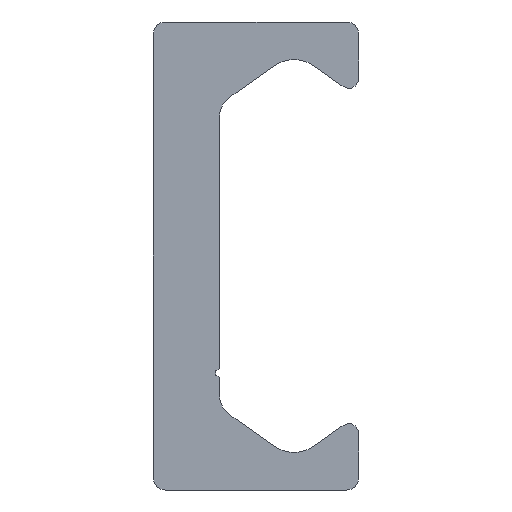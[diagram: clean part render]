
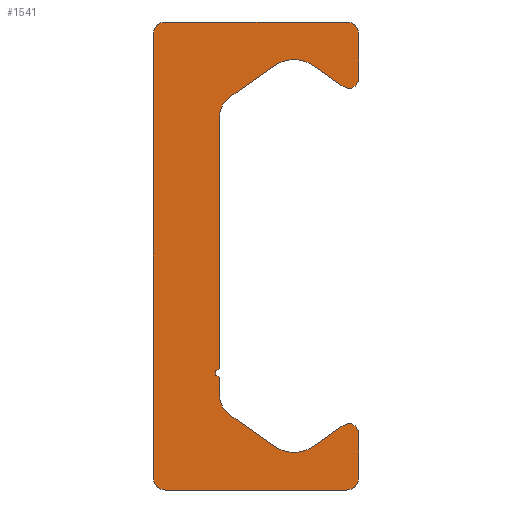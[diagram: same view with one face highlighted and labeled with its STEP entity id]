
A CAD part, left-side view. The second image highlights one B-rep face of the part: STEP entity #1541.
In plain terms, the highlighted planar face has unit normal (-1, 0, 0).
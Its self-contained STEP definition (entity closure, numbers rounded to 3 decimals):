
#764=CARTESIAN_POINT('',(0.0,5.4,-14.));
#765=VERTEX_POINT('',#764);
#772=CARTESIAN_POINT('',(0.0,6.15,-13.25));
#773=VERTEX_POINT('',#772);
#774=CARTESIAN_POINT('',(0.0,5.4,-13.25));
#775=DIRECTION('',(1.0,0.0,0.0));
#776=DIRECTION('',(0.0,0.0,-1.0));
#777=AXIS2_PLACEMENT_3D('',#774,#775,#776);
#778=CIRCLE('',#777,0.75);
#779=EDGE_CURVE('',#765,#773,#778,.T.);
#803=CARTESIAN_POINT('',(0.0,-5.4,-14.));
#804=VERTEX_POINT('',#803);
#811=CARTESIAN_POINT('',(0.0,-5.4,-14.));
#812=DIRECTION('',(0.0,1.0,0.0));
#813=VECTOR('',#812,10.8);
#814=LINE('',#811,#813);
#815=EDGE_CURVE('',#804,#765,#814,.T.);
#835=CARTESIAN_POINT('',(0.0,-6.15,-13.25));
#836=VERTEX_POINT('',#835);
#843=CARTESIAN_POINT('',(0.0,-5.4,-13.25));
#844=DIRECTION('',(1.0,0.0,0.0));
#845=DIRECTION('',(0.0,-1.0,0.0));
#846=AXIS2_PLACEMENT_3D('',#843,#844,#845);
#847=CIRCLE('',#846,0.75);
#848=EDGE_CURVE('',#836,#804,#847,.T.);
#867=CARTESIAN_POINT('',(0.0,-6.15,-10.63));
#868=VERTEX_POINT('',#867);
#875=CARTESIAN_POINT('',(0.0,-6.15,-10.63));
#876=DIRECTION('',(0.0,0.0,-1.0));
#877=VECTOR('',#876,2.62);
#878=LINE('',#875,#877);
#879=EDGE_CURVE('',#868,#836,#878,.T.);
#899=CARTESIAN_POINT('',(0.0,-5.206,-10.139));
#900=VERTEX_POINT('',#899);
#907=CARTESIAN_POINT('',(0.0,-5.55,-10.63));
#908=DIRECTION('',(1.0,0.0,0.0));
#909=DIRECTION('',(0.0,0.574,0.819));
#910=AXIS2_PLACEMENT_3D('',#907,#908,#909);
#911=CIRCLE('',#910,0.6);
#912=EDGE_CURVE('',#900,#868,#911,.T.);
#931=CARTESIAN_POINT('',(0.0,-3.417,-11.391));
#932=VERTEX_POINT('',#931);
#939=CARTESIAN_POINT('',(0.0,-3.417,-11.391));
#940=DIRECTION('',(0.0,-0.819,0.574));
#941=VECTOR('',#940,2.184);
#942=LINE('',#939,#941);
#943=EDGE_CURVE('',#932,#900,#942,.T.);
#963=CARTESIAN_POINT('',(0.0,-1.123,-11.391));
#964=VERTEX_POINT('',#963);
#971=CARTESIAN_POINT('',(0.0,-2.27,-9.753));
#972=DIRECTION('',(-1.0,0.0,0.0));
#973=DIRECTION('',(0.0,0.574,0.819));
#974=AXIS2_PLACEMENT_3D('',#971,#972,#973);
#975=CIRCLE('',#974,2.0);
#976=EDGE_CURVE('',#964,#932,#975,.T.);
#995=CARTESIAN_POINT('',(0.0,1.56,-9.512));
#996=VERTEX_POINT('',#995);
#1003=CARTESIAN_POINT('',(0.0,1.56,-9.512));
#1004=DIRECTION('',(0.0,-0.819,-0.574));
#1005=VECTOR('',#1004,3.276);
#1006=LINE('',#1003,#1005);
#1007=EDGE_CURVE('',#996,#964,#1006,.T.);
#1027=CARTESIAN_POINT('',(0.0,2.2,-8.283));
#1028=VERTEX_POINT('',#1027);
#1035=CARTESIAN_POINT('',(0.0,0.7,-8.283));
#1036=DIRECTION('',(-1.0,0.0,0.0));
#1037=DIRECTION('',(0.0,-0.574,0.819));
#1038=AXIS2_PLACEMENT_3D('',#1035,#1036,#1037);
#1039=CIRCLE('',#1038,1.5);
#1040=EDGE_CURVE('',#1028,#996,#1039,.T.);
#1059=CARTESIAN_POINT('',(0.0,2.2,-7.25));
#1060=VERTEX_POINT('',#1059);
#1067=CARTESIAN_POINT('',(0.0,2.2,-7.25));
#1068=DIRECTION('',(0.0,0.0,-1.0));
#1069=VECTOR('',#1068,1.033);
#1070=LINE('',#1067,#1069);
#1071=EDGE_CURVE('',#1060,#1028,#1070,.T.);
#1091=CARTESIAN_POINT('',(0.0,2.2,-6.75));
#1092=VERTEX_POINT('',#1091);
#1099=CARTESIAN_POINT('',(0.0,2.2,-7.));
#1100=DIRECTION('',(-1.0,0.0,0.0));
#1101=DIRECTION('',(0.0,0.0,1.0));
#1102=AXIS2_PLACEMENT_3D('',#1099,#1100,#1101);
#1103=CIRCLE('',#1102,0.25);
#1104=EDGE_CURVE('',#1092,#1060,#1103,.T.);
#1123=CARTESIAN_POINT('',(0.0,2.2,8.283));
#1124=VERTEX_POINT('',#1123);
#1131=CARTESIAN_POINT('',(0.0,2.2,8.283));
#1132=DIRECTION('',(0.0,0.0,-1.0));
#1133=VECTOR('',#1132,15.033);
#1134=LINE('',#1131,#1133);
#1135=EDGE_CURVE('',#1124,#1092,#1134,.T.);
#1185=CARTESIAN_POINT('',(0.0,1.56,9.512));
#1186=VERTEX_POINT('',#1185);
#1193=CARTESIAN_POINT('',(0.0,0.7,8.283));
#1194=DIRECTION('',(-1.0,0.0,0.0));
#1195=DIRECTION('',(0.0,-1.0,0.0));
#1196=AXIS2_PLACEMENT_3D('',#1193,#1194,#1195);
#1197=CIRCLE('',#1196,1.5);
#1198=EDGE_CURVE('',#1186,#1124,#1197,.T.);
#1217=CARTESIAN_POINT('',(0.0,-1.123,11.391));
#1218=VERTEX_POINT('',#1217);
#1225=CARTESIAN_POINT('',(0.0,-1.123,11.391));
#1226=DIRECTION('',(0.0,0.819,-0.574));
#1227=VECTOR('',#1226,3.276);
#1228=LINE('',#1225,#1227);
#1229=EDGE_CURVE('',#1218,#1186,#1228,.T.);
#1249=CARTESIAN_POINT('',(0.0,-3.417,11.391));
#1250=VERTEX_POINT('',#1249);
#1257=CARTESIAN_POINT('',(0.0,-2.27,9.753));
#1258=DIRECTION('',(-1.0,0.0,0.0));
#1259=DIRECTION('',(0.0,-0.574,-0.819));
#1260=AXIS2_PLACEMENT_3D('',#1257,#1258,#1259);
#1261=CIRCLE('',#1260,2.0);
#1262=EDGE_CURVE('',#1250,#1218,#1261,.T.);
#1281=CARTESIAN_POINT('',(0.0,-5.206,10.139));
#1282=VERTEX_POINT('',#1281);
#1289=CARTESIAN_POINT('',(0.0,-5.206,10.139));
#1290=DIRECTION('',(0.0,0.819,0.574));
#1291=VECTOR('',#1290,2.184);
#1292=LINE('',#1289,#1291);
#1293=EDGE_CURVE('',#1282,#1250,#1292,.T.);
#1313=CARTESIAN_POINT('',(0.0,-6.15,10.63));
#1314=VERTEX_POINT('',#1313);
#1321=CARTESIAN_POINT('',(0.0,-5.55,10.63));
#1322=DIRECTION('',(1.0,0.0,0.0));
#1323=DIRECTION('',(0.0,-1.0,0.0));
#1324=AXIS2_PLACEMENT_3D('',#1321,#1322,#1323);
#1325=CIRCLE('',#1324,0.6);
#1326=EDGE_CURVE('',#1314,#1282,#1325,.T.);
#1345=CARTESIAN_POINT('',(0.0,-6.15,13.25));
#1346=VERTEX_POINT('',#1345);
#1353=CARTESIAN_POINT('',(0.0,-6.15,13.25));
#1354=DIRECTION('',(0.0,0.0,-1.0));
#1355=VECTOR('',#1354,2.62);
#1356=LINE('',#1353,#1355);
#1357=EDGE_CURVE('',#1346,#1314,#1356,.T.);
#1377=CARTESIAN_POINT('',(0.0,-5.4,14.));
#1378=VERTEX_POINT('',#1377);
#1385=CARTESIAN_POINT('',(0.0,-5.4,13.25));
#1386=DIRECTION('',(1.0,0.0,0.0));
#1387=DIRECTION('',(0.0,0.0,1.0));
#1388=AXIS2_PLACEMENT_3D('',#1385,#1386,#1387);
#1389=CIRCLE('',#1388,0.75);
#1390=EDGE_CURVE('',#1378,#1346,#1389,.T.);
#1409=CARTESIAN_POINT('',(0.0,5.4,14.));
#1410=VERTEX_POINT('',#1409);
#1417=CARTESIAN_POINT('',(0.0,5.4,14.));
#1418=DIRECTION('',(0.0,-1.0,0.0));
#1419=VECTOR('',#1418,10.8);
#1420=LINE('',#1417,#1419);
#1421=EDGE_CURVE('',#1410,#1378,#1420,.T.);
#1441=CARTESIAN_POINT('',(0.0,6.15,13.25));
#1442=VERTEX_POINT('',#1441);
#1449=CARTESIAN_POINT('',(0.0,5.4,13.25));
#1450=DIRECTION('',(1.0,0.0,0.0));
#1451=DIRECTION('',(0.0,1.0,0.0));
#1452=AXIS2_PLACEMENT_3D('',#1449,#1450,#1451);
#1453=CIRCLE('',#1452,0.75);
#1454=EDGE_CURVE('',#1442,#1410,#1453,.T.);
#1472=CARTESIAN_POINT('',(0.0,6.15,-13.25));
#1473=DIRECTION('',(0.0,0.0,1.0));
#1474=VECTOR('',#1473,26.5);
#1475=LINE('',#1472,#1474);
#1476=EDGE_CURVE('',#773,#1442,#1475,.T.);
#1512=CARTESIAN_POINT('',(0.0,1.352,-0.021));
#1513=DIRECTION('',(1.0,0.0,0.0));
#1514=DIRECTION('',(0.0,0.0,-1.0));
#1515=AXIS2_PLACEMENT_3D('',#1512,#1513,#1514);
#1516=PLANE('',#1515);
#1517=ORIENTED_EDGE('',*,*,#1476,.F.);
#1518=ORIENTED_EDGE('',*,*,#779,.F.);
#1519=ORIENTED_EDGE('',*,*,#815,.F.);
#1520=ORIENTED_EDGE('',*,*,#848,.F.);
#1521=ORIENTED_EDGE('',*,*,#879,.F.);
#1522=ORIENTED_EDGE('',*,*,#912,.F.);
#1523=ORIENTED_EDGE('',*,*,#943,.F.);
#1524=ORIENTED_EDGE('',*,*,#976,.F.);
#1525=ORIENTED_EDGE('',*,*,#1007,.F.);
#1526=ORIENTED_EDGE('',*,*,#1040,.F.);
#1527=ORIENTED_EDGE('',*,*,#1071,.F.);
#1528=ORIENTED_EDGE('',*,*,#1104,.F.);
#1529=ORIENTED_EDGE('',*,*,#1135,.F.);
#1530=ORIENTED_EDGE('',*,*,#1198,.F.);
#1531=ORIENTED_EDGE('',*,*,#1229,.F.);
#1532=ORIENTED_EDGE('',*,*,#1262,.F.);
#1533=ORIENTED_EDGE('',*,*,#1293,.F.);
#1534=ORIENTED_EDGE('',*,*,#1326,.F.);
#1535=ORIENTED_EDGE('',*,*,#1357,.F.);
#1536=ORIENTED_EDGE('',*,*,#1390,.F.);
#1537=ORIENTED_EDGE('',*,*,#1421,.F.);
#1538=ORIENTED_EDGE('',*,*,#1454,.F.);
#1539=EDGE_LOOP('',(#1517,#1518,#1519,#1520,#1521,#1522,#1523,#1524,#1525,#1526,#1527,#1528,#1529,#1530,#1531,#1532,#1533,#1534,#1535,#1536,#1537,#1538));
#1540=FACE_OUTER_BOUND('',#1539,.T.);
#1541=ADVANCED_FACE('',(#1540),#1516,.F.);
